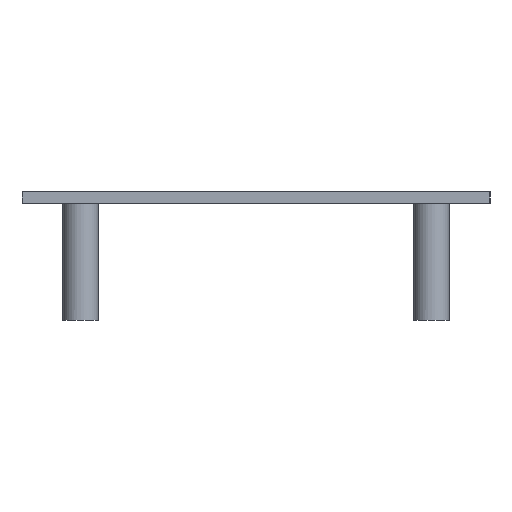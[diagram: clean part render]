
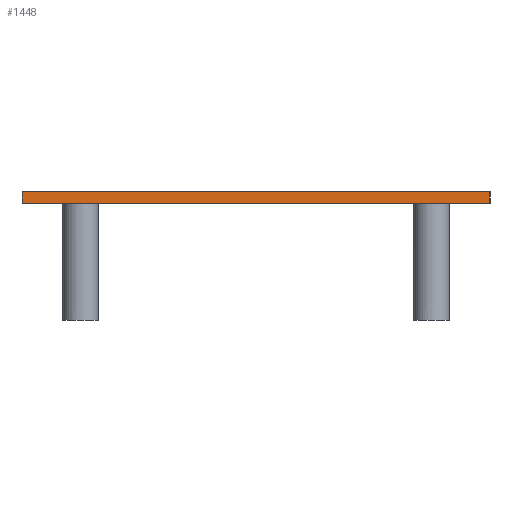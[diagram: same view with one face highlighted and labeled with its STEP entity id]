
A CAD part, left-side view. The second image highlights one B-rep face of the part: STEP entity #1448.
In plain terms, the highlighted planar face has unit normal (-1, 0, 0).
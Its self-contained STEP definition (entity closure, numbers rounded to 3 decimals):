
#97 = PLANE('',#98);
#98 = AXIS2_PLACEMENT_3D('',#99,#100,#101);
#99 = CARTESIAN_POINT('',(0.,0.,0.));
#100 = DIRECTION('',(0.,0.,1.));
#101 = DIRECTION('',(1.,0.,0.));
#229 = VERTEX_POINT('',#230);
#230 = CARTESIAN_POINT('',(-50.75,-40.,0.));
#246 = PLANE('',#247);
#247 = AXIS2_PLACEMENT_3D('',#248,#249,#250);
#248 = CARTESIAN_POINT('',(-50.75,-40.,0.));
#249 = DIRECTION('',(0.,1.,0.));
#250 = DIRECTION('',(1.,0.,0.));
#287 = VERTEX_POINT('',#288);
#288 = CARTESIAN_POINT('',(-50.75,40.,0.));
#302 = PLANE('',#303);
#303 = AXIS2_PLACEMENT_3D('',#304,#305,#306);
#304 = CARTESIAN_POINT('',(50.75,40.,0.));
#305 = DIRECTION('',(0.,-1.,0.));
#306 = DIRECTION('',(-1.,0.,0.));
#314 = EDGE_CURVE('',#287,#229,#315,.T.);
#315 = SURFACE_CURVE('',#316,(#320,#327),.PCURVE_S1.);
#316 = LINE('',#317,#318);
#317 = CARTESIAN_POINT('',(-50.75,40.,0.));
#318 = VECTOR('',#319,1.);
#319 = DIRECTION('',(0.,-1.,0.));
#320 = PCURVE('',#97,#321);
#321 = DEFINITIONAL_REPRESENTATION('',(#322),#326);
#322 = LINE('',#323,#324);
#323 = CARTESIAN_POINT('',(-50.75,40.));
#324 = VECTOR('',#325,1.);
#325 = DIRECTION('',(0.,-1.));
#326 = ( GEOMETRIC_REPRESENTATION_CONTEXT(2) 
PARAMETRIC_REPRESENTATION_CONTEXT() REPRESENTATION_CONTEXT('2D SPACE',''
  ) );
#327 = PCURVE('',#328,#333);
#328 = PLANE('',#329);
#329 = AXIS2_PLACEMENT_3D('',#330,#331,#332);
#330 = CARTESIAN_POINT('',(-50.75,40.,0.));
#331 = DIRECTION('',(1.,0.,-0.));
#332 = DIRECTION('',(0.,-1.,0.));
#333 = DEFINITIONAL_REPRESENTATION('',(#334),#338);
#334 = LINE('',#335,#336);
#335 = CARTESIAN_POINT('',(0.,0.));
#336 = VECTOR('',#337,1.);
#337 = DIRECTION('',(1.,0.));
#338 = ( GEOMETRIC_REPRESENTATION_CONTEXT(2) 
PARAMETRIC_REPRESENTATION_CONTEXT() REPRESENTATION_CONTEXT('2D SPACE',''
  ) );
#1342 = PLANE('',#1343);
#1343 = AXIS2_PLACEMENT_3D('',#1344,#1345,#1346);
#1344 = CARTESIAN_POINT('',(0.,0.,2.));
#1345 = DIRECTION('',(0.,0.,1.));
#1346 = DIRECTION('',(1.,0.,0.));
#1381 = EDGE_CURVE('',#229,#1382,#1384,.T.);
#1382 = VERTEX_POINT('',#1383);
#1383 = CARTESIAN_POINT('',(-50.75,-40.,2.));
#1384 = SURFACE_CURVE('',#1385,(#1389,#1396),.PCURVE_S1.);
#1385 = LINE('',#1386,#1387);
#1386 = CARTESIAN_POINT('',(-50.75,-40.,0.));
#1387 = VECTOR('',#1388,1.);
#1388 = DIRECTION('',(0.,0.,1.));
#1389 = PCURVE('',#246,#1390);
#1390 = DEFINITIONAL_REPRESENTATION('',(#1391),#1395);
#1391 = LINE('',#1392,#1393);
#1392 = CARTESIAN_POINT('',(0.,0.));
#1393 = VECTOR('',#1394,1.);
#1394 = DIRECTION('',(0.,-1.));
#1395 = ( GEOMETRIC_REPRESENTATION_CONTEXT(2) 
PARAMETRIC_REPRESENTATION_CONTEXT() REPRESENTATION_CONTEXT('2D SPACE',''
  ) );
#1396 = PCURVE('',#328,#1397);
#1397 = DEFINITIONAL_REPRESENTATION('',(#1398),#1402);
#1398 = LINE('',#1399,#1400);
#1399 = CARTESIAN_POINT('',(80.,0.));
#1400 = VECTOR('',#1401,1.);
#1401 = DIRECTION('',(0.,-1.));
#1402 = ( GEOMETRIC_REPRESENTATION_CONTEXT(2) 
PARAMETRIC_REPRESENTATION_CONTEXT() REPRESENTATION_CONTEXT('2D SPACE',''
  ) );
#1448 = ADVANCED_FACE('',(#1449),#328,.F.);
#1449 = FACE_BOUND('',#1450,.F.);
#1450 = EDGE_LOOP('',(#1451,#1474,#1495,#1496));
#1451 = ORIENTED_EDGE('',*,*,#1452,.T.);
#1452 = EDGE_CURVE('',#287,#1453,#1455,.T.);
#1453 = VERTEX_POINT('',#1454);
#1454 = CARTESIAN_POINT('',(-50.75,40.,2.));
#1455 = SURFACE_CURVE('',#1456,(#1460,#1467),.PCURVE_S1.);
#1456 = LINE('',#1457,#1458);
#1457 = CARTESIAN_POINT('',(-50.75,40.,0.));
#1458 = VECTOR('',#1459,1.);
#1459 = DIRECTION('',(0.,0.,1.));
#1460 = PCURVE('',#328,#1461);
#1461 = DEFINITIONAL_REPRESENTATION('',(#1462),#1466);
#1462 = LINE('',#1463,#1464);
#1463 = CARTESIAN_POINT('',(0.,0.));
#1464 = VECTOR('',#1465,1.);
#1465 = DIRECTION('',(0.,-1.));
#1466 = ( GEOMETRIC_REPRESENTATION_CONTEXT(2) 
PARAMETRIC_REPRESENTATION_CONTEXT() REPRESENTATION_CONTEXT('2D SPACE',''
  ) );
#1467 = PCURVE('',#302,#1468);
#1468 = DEFINITIONAL_REPRESENTATION('',(#1469),#1473);
#1469 = LINE('',#1470,#1471);
#1470 = CARTESIAN_POINT('',(101.5,0.));
#1471 = VECTOR('',#1472,1.);
#1472 = DIRECTION('',(0.,-1.));
#1473 = ( GEOMETRIC_REPRESENTATION_CONTEXT(2) 
PARAMETRIC_REPRESENTATION_CONTEXT() REPRESENTATION_CONTEXT('2D SPACE',''
  ) );
#1474 = ORIENTED_EDGE('',*,*,#1475,.T.);
#1475 = EDGE_CURVE('',#1453,#1382,#1476,.T.);
#1476 = SURFACE_CURVE('',#1477,(#1481,#1488),.PCURVE_S1.);
#1477 = LINE('',#1478,#1479);
#1478 = CARTESIAN_POINT('',(-50.75,40.,2.));
#1479 = VECTOR('',#1480,1.);
#1480 = DIRECTION('',(0.,-1.,0.));
#1481 = PCURVE('',#328,#1482);
#1482 = DEFINITIONAL_REPRESENTATION('',(#1483),#1487);
#1483 = LINE('',#1484,#1485);
#1484 = CARTESIAN_POINT('',(0.,-2.));
#1485 = VECTOR('',#1486,1.);
#1486 = DIRECTION('',(1.,0.));
#1487 = ( GEOMETRIC_REPRESENTATION_CONTEXT(2) 
PARAMETRIC_REPRESENTATION_CONTEXT() REPRESENTATION_CONTEXT('2D SPACE',''
  ) );
#1488 = PCURVE('',#1342,#1489);
#1489 = DEFINITIONAL_REPRESENTATION('',(#1490),#1494);
#1490 = LINE('',#1491,#1492);
#1491 = CARTESIAN_POINT('',(-50.75,40.));
#1492 = VECTOR('',#1493,1.);
#1493 = DIRECTION('',(0.,-1.));
#1494 = ( GEOMETRIC_REPRESENTATION_CONTEXT(2) 
PARAMETRIC_REPRESENTATION_CONTEXT() REPRESENTATION_CONTEXT('2D SPACE',''
  ) );
#1495 = ORIENTED_EDGE('',*,*,#1381,.F.);
#1496 = ORIENTED_EDGE('',*,*,#314,.F.);
